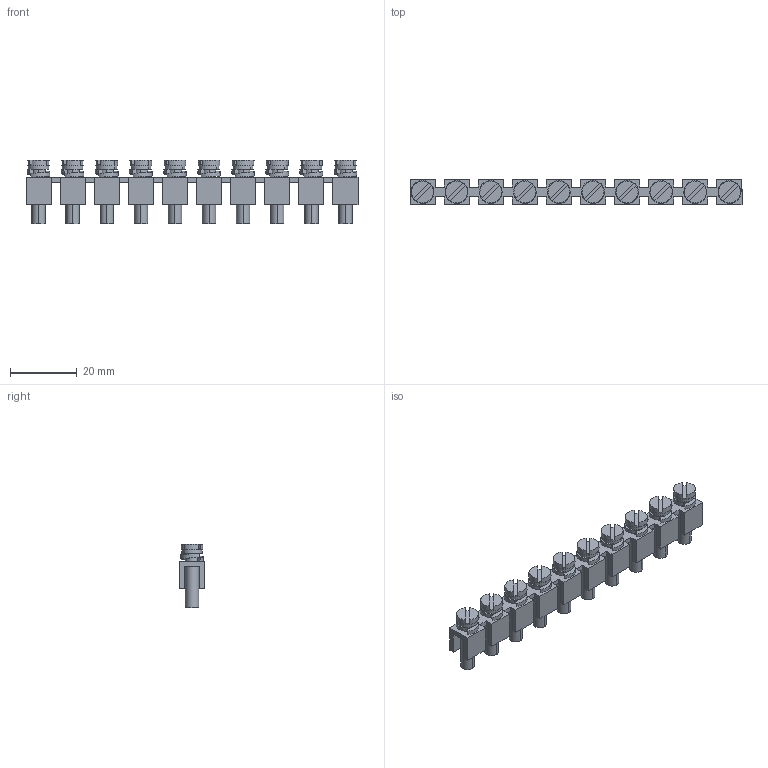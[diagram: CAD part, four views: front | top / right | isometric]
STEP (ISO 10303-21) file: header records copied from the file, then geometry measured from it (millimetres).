
FILE_DESCRIPTION(('Creo Elements/Direct Modeling STEP Export'),'2;1');
FILE_NAME('model.stp','2019-12-07T 0:08:27',(''),(''),'Creo Elements/Direct Modeling STEP processor for AP214 (Solid Model)','Creo Elements/Direct Modeling 20.1A 29-Sep-2018 (C) Parametric Technology GmbH','');
FILE_SCHEMA(('AUTOMOTIVE_DESIGN { 1 0 10303 214 1 1 1 1 }'));
Length unit declared in the file: millimetre
Products named in the file (2): FB_10-10-EX-select
Assembly tree (1 placements, depth 2):
  FB_10-10-EX-select
    FB_10-10-EX-select
Bounding box: 99.3 x 7.5 x 19 mm (x, y, z)
Volume: 5376.1 mm3; surface area: 7666.1 mm2
Topology: 1 solids, 1 shells, 338 faces, 918 edges, 612 vertices
Faces by surface type: plane 218, cylinder 90, bspline 30
Entity records: 21610 total; most frequent: CARTESIAN_POINT 11333, ORIENTED_EDGE 1836, DIRECTION 1174, EDGE_CURVE 918, VERTEX_POINT 612, VECTOR 482, LINE 482, EDGE_LOOP 388
